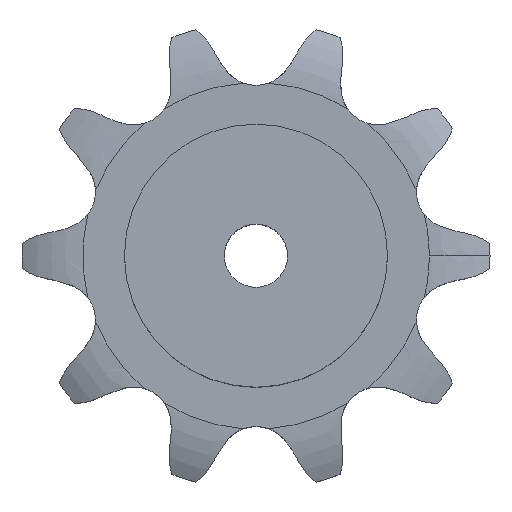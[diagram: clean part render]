
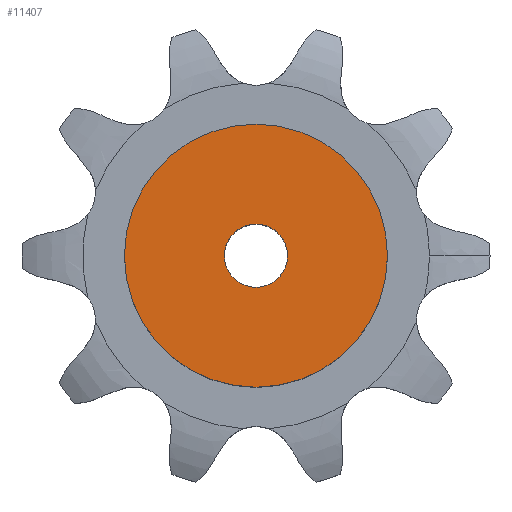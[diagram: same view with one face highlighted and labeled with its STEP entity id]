
A CAD part, top view. The second image highlights one B-rep face of the part: STEP entity #11407.
In plain terms, the highlighted planar face has unit normal (0, 0, 1).
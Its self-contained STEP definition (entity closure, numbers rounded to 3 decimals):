
#1956 = CYLINDRICAL_SURFACE('',#1957,52.);
#1957 = AXIS2_PLACEMENT_3D('',#1958,#1959,#1960);
#1958 = CARTESIAN_POINT('',(0.,0.,0.));
#1959 = DIRECTION('',(-0.,-0.,-1.));
#1960 = DIRECTION('',(1.,0.,0.));
#7546 = VERTEX_POINT('',#7547);
#7547 = CARTESIAN_POINT('',(52.,0.,80.));
#7568 = EDGE_CURVE('',#7546,#7546,#7569,.T.);
#7569 = SURFACE_CURVE('',#7570,(#7575,#7582),.PCURVE_S1.);
#7570 = CIRCLE('',#7571,52.);
#7571 = AXIS2_PLACEMENT_3D('',#7572,#7573,#7574);
#7572 = CARTESIAN_POINT('',(0.,0.,80.));
#7573 = DIRECTION('',(0.,0.,1.));
#7574 = DIRECTION('',(1.,0.,0.));
#7575 = PCURVE('',#1956,#7576);
#7576 = DEFINITIONAL_REPRESENTATION('',(#7577),#7581);
#7577 = LINE('',#7578,#7579);
#7578 = CARTESIAN_POINT('',(-0.,-80.));
#7579 = VECTOR('',#7580,1.);
#7580 = DIRECTION('',(-1.,0.));
#7581 = ( GEOMETRIC_REPRESENTATION_CONTEXT(2) 
PARAMETRIC_REPRESENTATION_CONTEXT() REPRESENTATION_CONTEXT('2D SPACE',''
  ) );
#7582 = PCURVE('',#7583,#7588);
#7583 = PLANE('',#7584);
#7584 = AXIS2_PLACEMENT_3D('',#7585,#7586,#7587);
#7585 = CARTESIAN_POINT('',(0.,0.,80.)
  );
#7586 = DIRECTION('',(0.,0.,1.));
#7587 = DIRECTION('',(1.,0.,0.));
#7588 = DEFINITIONAL_REPRESENTATION('',(#7589),#7593);
#7589 = CIRCLE('',#7590,52.);
#7590 = AXIS2_PLACEMENT_2D('',#7591,#7592);
#7591 = CARTESIAN_POINT('',(0.,0.));
#7592 = DIRECTION('',(1.,0.));
#7593 = ( GEOMETRIC_REPRESENTATION_CONTEXT(2) 
PARAMETRIC_REPRESENTATION_CONTEXT() REPRESENTATION_CONTEXT('2D SPACE',''
  ) );
#9848 = CYLINDRICAL_SURFACE('',#9849,12.5);
#9849 = AXIS2_PLACEMENT_3D('',#9850,#9851,#9852);
#9850 = CARTESIAN_POINT('',(0.,0.,327.9));
#9851 = DIRECTION('',(0.,0.,1.));
#9852 = DIRECTION('',(1.,0.,0.));
#11407 = ADVANCED_FACE('',(#11408,#11411),#7583,.T.);
#11408 = FACE_BOUND('',#11409,.T.);
#11409 = EDGE_LOOP('',(#11410));
#11410 = ORIENTED_EDGE('',*,*,#7568,.T.);
#11411 = FACE_BOUND('',#11412,.T.);
#11412 = EDGE_LOOP('',(#11413));
#11413 = ORIENTED_EDGE('',*,*,#11414,.F.);
#11414 = EDGE_CURVE('',#11415,#11415,#11417,.T.);
#11415 = VERTEX_POINT('',#11416);
#11416 = CARTESIAN_POINT('',(12.5,0.,80.));
#11417 = SURFACE_CURVE('',#11418,(#11423,#11430),.PCURVE_S1.);
#11418 = CIRCLE('',#11419,12.5);
#11419 = AXIS2_PLACEMENT_3D('',#11420,#11421,#11422);
#11420 = CARTESIAN_POINT('',(0.,0.,80.));
#11421 = DIRECTION('',(0.,0.,1.));
#11422 = DIRECTION('',(1.,0.,0.));
#11423 = PCURVE('',#7583,#11424);
#11424 = DEFINITIONAL_REPRESENTATION('',(#11425),#11429);
#11425 = CIRCLE('',#11426,12.5);
#11426 = AXIS2_PLACEMENT_2D('',#11427,#11428);
#11427 = CARTESIAN_POINT('',(0.,0.));
#11428 = DIRECTION('',(1.,0.));
#11429 = ( GEOMETRIC_REPRESENTATION_CONTEXT(2) 
PARAMETRIC_REPRESENTATION_CONTEXT() REPRESENTATION_CONTEXT('2D SPACE',''
  ) );
#11430 = PCURVE('',#9848,#11431);
#11431 = DEFINITIONAL_REPRESENTATION('',(#11432),#11436);
#11432 = LINE('',#11433,#11434);
#11433 = CARTESIAN_POINT('',(0.,-247.9));
#11434 = VECTOR('',#11435,1.);
#11435 = DIRECTION('',(1.,0.));
#11436 = ( GEOMETRIC_REPRESENTATION_CONTEXT(2) 
PARAMETRIC_REPRESENTATION_CONTEXT() REPRESENTATION_CONTEXT('2D SPACE',''
  ) );
